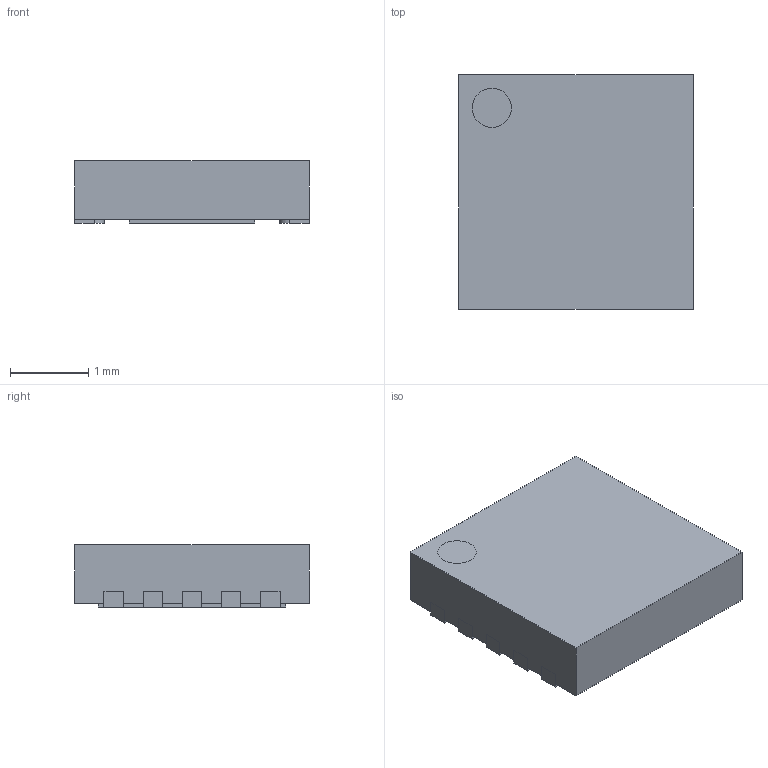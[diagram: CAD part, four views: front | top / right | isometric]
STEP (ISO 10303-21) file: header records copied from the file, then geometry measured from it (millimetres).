
FILE_DESCRIPTION(/* description */ (''),/* implementation_level */ '2;1');
FILE_NAME(/* name */ 'SON50P300X300X80-11N-R160X240.stp',/* time_stamp */ '2016-05-24T10:32:35+02:00',/* author */ ('riccim'),/* organization */ (''),/* preprocessor_version */ 'ST-DEVELOPER v15.5',/* originating_system */ 'AutoCAD Mechanical',/* authorisation */ '');
FILE_SCHEMA (('AUTOMOTIVE_DESIGN { 1 0 10303 214 3 1 1 }'));
Length unit declared in the file: millimetre
Products named in the file (1): Product
Bounding box: 3 x 3 x 0.8 mm (x, y, z)
Volume: 7 mm3; surface area: 40.8 mm2
Topology: 13 solids, 13 shells, 117 faces, 270 edges, 180 vertices
Faces by surface type: plane 95, cylinder 22
Full cylindrical faces by diameter (mm): 0.5 x2
Entity records: 3312 total; most frequent: CARTESIAN_POINT 566, DIRECTION 548, ORIENTED_EDGE 536, EDGE_CURVE 268, LINE 224, VECTOR 224, VERTEX_POINT 180, AXIS2_PLACEMENT_3D 162
